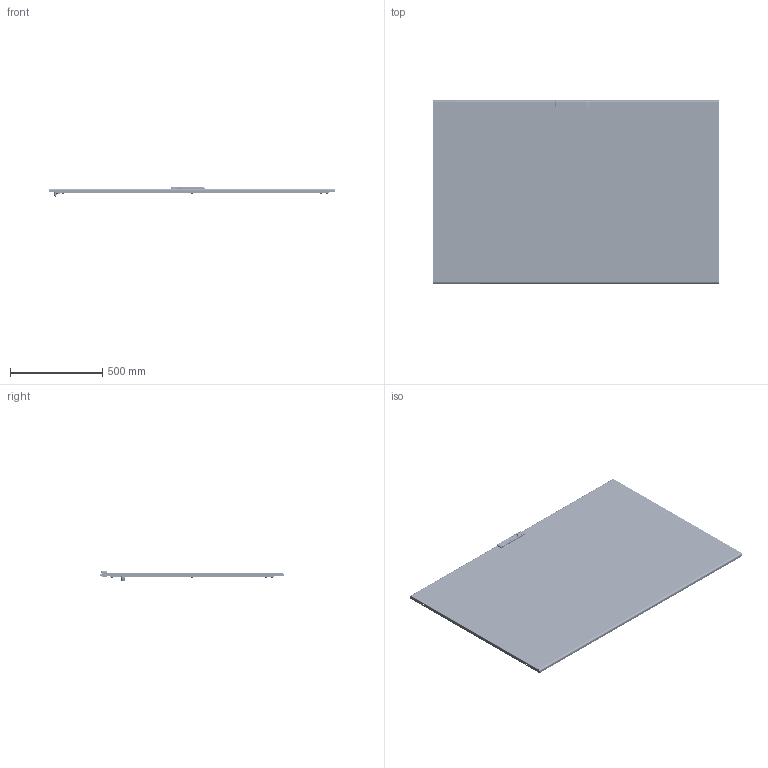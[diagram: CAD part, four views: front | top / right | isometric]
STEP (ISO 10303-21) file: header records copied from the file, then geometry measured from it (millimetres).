
FILE_DESCRIPTION (( 'STEP AP203' ), '1' );
FILE_NAME ('1600x1000.step', '2011-02-16T12:15:14', ( 'User' ), ( 'DKC' ), 'SwSTEP 2.0', 'SolidWorks 2010', '' );
FILE_SCHEMA (( 'CONFIG_CONTROL_DESIGN' ));
Length unit declared in the file: millimetre
Products named in the file (33): Wood screw 4.2x13_Tapping screw DIN 7049-ST4.2x13-F-H-S; Sostegno autoallineante per porta AC00C446; land; AC00C184 dado telaio interno porta_Default; Çåðêàëüíî îòðàçèòüboccola AC00C378; Çåðêàëüíî îòðàçèòüribattino AC00C377; Çåðêàëüíî îòðàçèòüterminator for door.SLDPRT1; Çåðêàëüíî îòðàçèòüterminator for door.SLDPRT; boccola AC00C378; ribattino AC00C377; terminator for door.SLDPRT; Hex Flange Bolt M6x10_ISO 4162 - M6 x 12 x 12-S; Tappo_?????; Nut M6_Hexagon Nut ISO - 4034 - M6 - S; AC00C183_Default; end-cap_AC00C061; hinge AC00C170_Default; distanziale di gomma per RAM BLOCK_Default; linguetta_AC00C387; ASTINA Inferiore_1600; ASTINA Superiore_1600; Ingranaggio per cariglione modificated_AC00C388; inserto chiave per maniglia RAM BLOCK_AC00C389; Sealing ring; basetta esterna_AC00C506; maniglia RAM BLOCK modificated_AC00C505; RAMBLOCK montata modificated_Default; AC00C400 Quadro IP55 Guida aste_Default; Montante verticale + Traversa orizzontale interno porta_Montante verticale 1600; Montante verticale + Traversa orizzontale interno porta_Traversa orizzontale-verticale 1000; sealant for sviluppo porta quadro_1600x1000; Sviluppo porta quadro_1600x1000; 1600x1000
Assembly tree (76 placements, depth 3):
  1600x1000
    Nut M6_Hexagon Nut ISO - 4034 - M6 - S  x4
    AC00C184 dado telaio interno porta_Default  x8
    land  x14
    distanziale di gomma per RAM BLOCK_Default  x2
    Sviluppo porta quadro_1600x1000
    Wood screw 4.2x13_Tapping screw DIN 7049-ST4.2x13-F-H-S  x5
    AC00C183_Default  x4
    Tappo_?????  x2
    Çåðêàëüíî îòðàçèòüterminator for door.SLDPRT1
      Çåðêàëüíî îòðàçèòüboccola AC00C378
      Çåðêàëüíî îòðàçèòüribattino AC00C377
    ASTINA Inferiore_1600
    RAMBLOCK montata modificated_Default
      inserto chiave per maniglia RAM BLOCK_AC00C389
      basetta esterna_AC00C506
      Ingranaggio per cariglione modificated_AC00C388
      Sealing ring
      maniglia RAM BLOCK modificated_AC00C505
    AC00C400 Quadro IP55 Guida aste_Default  x4
    sealant for sviluppo porta quadro_1600x1000
    Hex Flange Bolt M6x10_ISO 4162 - M6 x 12 x 12-S
    end-cap_AC00C061  x2
    ASTINA Superiore_1600
    Montante verticale + Traversa orizzontale interno porta_Traversa orizzontale-verticale 1000  x2
    hinge AC00C170_Default  x4
    Montante verticale + Traversa orizzontale interno porta_Montante verticale 1600  x2
    linguetta_AC00C387
    terminator for door.SLDPRT  x2
      ribattino AC00C377
      boccola AC00C378
    Çåðêàëüíî îòðàçèòüterminator for door.SLDPRT
      Çåðêàëüíî îòðàçèòüboccola AC00C378
      Çåðêàëüíî îòðàçèòüribattino AC00C377
    Sostegno autoallineante per porta AC00C446
Bounding box: 1555 x 994 x 52.66 mm (x, y, z)
Volume: 4301423.4 mm3; surface area: 4306410.9 mm2
Topology: 87 solids, 87 shells, 9101 faces, 25342 edges, 16528 vertices
Faces by surface type: bspline 3993, cylinder 2370, plane 2187, cone 473, torus 60, sphere 18
Entity records: 87485 total; most frequent: CARTESIAN_POINT 30993, ORIENTED_EDGE 11418, DIRECTION 9991, EDGE_CURVE 5709, VERTEX_POINT 3664, AXIS2_PLACEMENT_3D 3556, VECTOR 2879, LINE 2879
